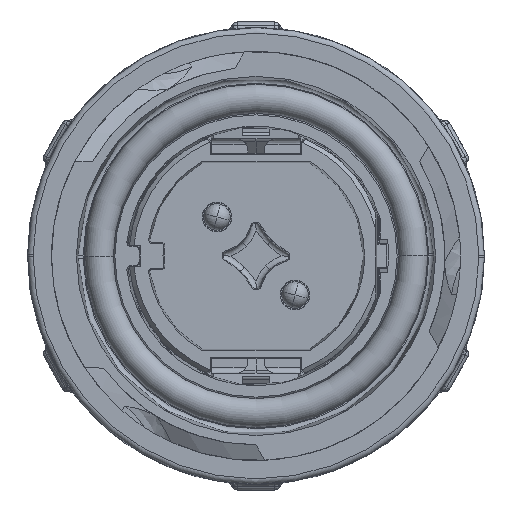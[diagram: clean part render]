
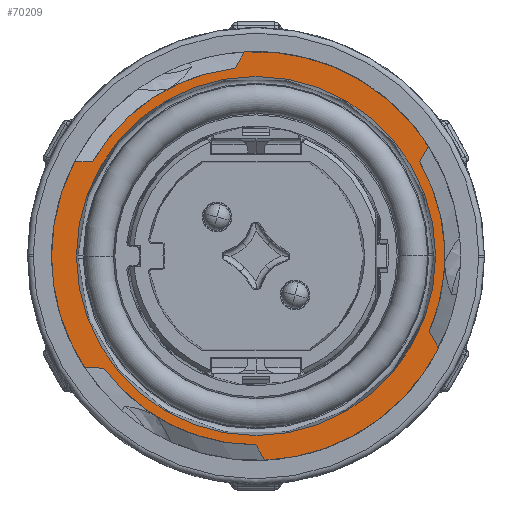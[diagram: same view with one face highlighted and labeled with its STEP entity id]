
A CAD part, left-side view. The second image highlights one B-rep face of the part: STEP entity #70209.
In plain terms, the highlighted planar face has unit normal (-1, 0, 0).
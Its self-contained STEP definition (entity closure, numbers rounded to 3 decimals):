
#239 = VECTOR ( 'NONE', #20640, 1000. ) ;
#668 = LINE ( 'NONE', #68190, #55183 ) ;
#1149 = CARTESIAN_POINT ( 'NONE',  ( -10., 14.505, -10.043 ) ) ;
#2222 = VERTEX_POINT ( 'NONE', #63459 ) ;
#3269 = FACE_BOUND ( 'NONE', #43409, .T. ) ;
#3313 = CARTESIAN_POINT ( 'NONE',  ( -10., 0., 0. ) ) ;
#3459 = CARTESIAN_POINT ( 'NONE',  ( -10., 15.367, -10.028 ) ) ;
#4018 = PLANE ( 'NONE',  #24260 ) ;
#4275 = CARTESIAN_POINT ( 'NONE',  ( -10., -15.078, 9.166 ) ) ;
#4416 = EDGE_LOOP ( 'NONE', ( #66001, #71639, #52694, #54061, #54149, #7118, #70107, #38466, #36723, #43504, #49290, #14859, #52046 ) ) ;
#4514 = VERTEX_POINT ( 'NONE', #46009 ) ;
#4790 = EDGE_CURVE ( 'NONE', #47110, #24454, #18330, .T. ) ;
#5379 = DIRECTION ( 'NONE',  ( 0., -1., 0. ) ) ;
#7034 = AXIS2_PLACEMENT_3D ( 'NONE', #28144, #27779, #5379 ) ;
#7118 = ORIENTED_EDGE ( 'NONE', *, *, #63409, .F. ) ;
#7345 = EDGE_CURVE ( 'NONE', #25614, #36874, #26645, .T. ) ;
#8292 = EDGE_CURVE ( 'NONE', #36280, #4514, #29064, .T. ) ;
#8660 = CARTESIAN_POINT ( 'NONE',  ( -10., 0., 0. ) ) ;
#8673 = CARTESIAN_POINT ( 'NONE',  ( -10., -15.532, -6.786 ) ) ;
#8746 = VERTEX_POINT ( 'NONE', #68382 ) ;
#9653 = DIRECTION ( 'NONE',  ( 1., 0., 0. ) ) ;
#9888 = AXIS2_PLACEMENT_3D ( 'NONE', #43951, #9653, #14509 ) ;
#10023 = EDGE_CURVE ( 'NONE', #42964, #47110, #14715, .T. ) ;
#11872 = ORIENTED_EDGE ( 'NONE', *, *, #38198, .F. ) ;
#12610 = VECTOR ( 'NONE', #69044, 1000. ) ;
#13068 = CARTESIAN_POINT ( 'NONE',  ( -10., 0., 0. ) ) ;
#14159 = DIRECTION ( 'NONE',  ( 0., 1., 0. ) ) ;
#14509 = DIRECTION ( 'NONE',  ( 0., 1., 0. ) ) ;
#14715 = CIRCLE ( 'NONE', #56386, 16.95 ) ;
#14738 = DIRECTION ( 'NONE',  ( 1., 0., 0. ) ) ;
#14841 = DIRECTION ( 'NONE',  ( 1., 0., 0. ) ) ;
#14859 = ORIENTED_EDGE ( 'NONE', *, *, #10023, .F. ) ;
#15410 = DIRECTION ( 'NONE',  ( 0., -0.5, -0.866 ) ) ;
#15564 = VECTOR ( 'NONE', #15410, 1000. ) ;
#17983 = LINE ( 'NONE', #41123, #27466 ) ;
#18192 = CARTESIAN_POINT ( 'NONE',  ( -10., 18.35, 0. ) ) ;
#18330 = LINE ( 'NONE', #1149, #12610 ) ;
#18940 = CARTESIAN_POINT ( 'NONE',  ( -10., -14.679, 8.475 ) ) ;
#19688 = VERTEX_POINT ( 'NONE', #30189 ) ;
#20419 = DIRECTION ( 'NONE',  ( 1., 0., 0. ) ) ;
#20640 = DIRECTION ( 'NONE',  ( 0., 1., 0. ) ) ;
#20835 = DIRECTION ( 'NONE',  ( 0., 1., 0. ) ) ;
#21519 = CARTESIAN_POINT ( 'NONE',  ( -10., 0.696, 0.013 ) ) ;
#21876 = CARTESIAN_POINT ( 'NONE',  ( -10., 1.889, 16.844 ) ) ;
#23002 = AXIS2_PLACEMENT_3D ( 'NONE', #3313, #49184, #20835 ) ;
#24260 = AXIS2_PLACEMENT_3D ( 'NONE', #21519, #20419, #37576 ) ;
#24454 = VERTEX_POINT ( 'NONE', #3459 ) ;
#24471 = CARTESIAN_POINT ( 'NONE',  ( -10., -16.113, 0. ) ) ;
#25614 = VERTEX_POINT ( 'NONE', #8673 ) ;
#25817 = VERTEX_POINT ( 'NONE', #21876 ) ;
#26645 = LINE ( 'NONE', #44134, #15564 ) ;
#27466 = VECTOR ( 'NONE', #35138, 1000. ) ;
#27505 = CARTESIAN_POINT ( 'NONE',  ( -10., 0., 0. ) ) ;
#27777 = LINE ( 'NONE', #4275, #64124 ) ;
#27779 = DIRECTION ( 'NONE',  ( -1., 0., 0. ) ) ;
#27996 = CARTESIAN_POINT ( 'NONE',  ( -10., 0., 0. ) ) ;
#28144 = CARTESIAN_POINT ( 'NONE',  ( -10., 0., 0. ) ) ;
#28764 = VERTEX_POINT ( 'NONE', #42690 ) ;
#29064 = CIRCLE ( 'NONE', #70754, 16.113 ) ;
#29125 = AXIS2_PLACEMENT_3D ( 'NONE', #67729, #50924, #46079 ) ;
#30189 = CARTESIAN_POINT ( 'NONE',  ( -10., 16.276, 8.475 ) ) ;
#31127 = AXIS2_PLACEMENT_3D ( 'NONE', #31175, #14738, #42380 ) ;
#31175 = CARTESIAN_POINT ( 'NONE',  ( -10., 0., 0. ) ) ;
#32141 = EDGE_CURVE ( 'NONE', #8746, #19688, #66502, .T. ) ;
#35120 = CARTESIAN_POINT ( 'NONE',  ( -10., -15.477, 9.858 ) ) ;
#35138 = DIRECTION ( 'NONE',  ( 0., -0.5, 0.866 ) ) ;
#35921 = AXIS2_PLACEMENT_3D ( 'NONE', #27505, #14841, #50244 ) ;
#36280 = VERTEX_POINT ( 'NONE', #24471 ) ;
#36723 = ORIENTED_EDGE ( 'NONE', *, *, #47253, .F. ) ;
#36874 = VERTEX_POINT ( 'NONE', #59331 ) ;
#37576 = DIRECTION ( 'NONE',  ( 0., 1., 0. ) ) ;
#38198 = EDGE_CURVE ( 'NONE', #4514, #36280, #68955, .T. ) ;
#38466 = ORIENTED_EDGE ( 'NONE', *, *, #32141, .T. ) ;
#40941 = EDGE_CURVE ( 'NONE', #46523, #52222, #27777, .T. ) ;
#41005 = CIRCLE ( 'NONE', #67185, 18.35 ) ;
#41123 = CARTESIAN_POINT ( 'NONE',  ( -10., 1.463, 17.583 ) ) ;
#42380 = DIRECTION ( 'NONE',  ( 0., 1., 0. ) ) ;
#42602 = DIRECTION ( 'NONE',  ( 1., 0., 0. ) ) ;
#42690 = CARTESIAN_POINT ( 'NONE',  ( -10., -0.798, -18.333 ) ) ;
#42964 = VERTEX_POINT ( 'NONE', #53489 ) ;
#43409 = EDGE_LOOP ( 'NONE', ( #60877, #11872 ) ) ;
#43504 = ORIENTED_EDGE ( 'NONE', *, *, #54435, .F. ) ;
#43951 = CARTESIAN_POINT ( 'NONE',  ( -10., 0., 0. ) ) ;
#44134 = CARTESIAN_POINT ( 'NONE',  ( -10., -15.959, -7.524 ) ) ;
#44753 = DIRECTION ( 'NONE',  ( -1., 0., 0. ) ) ;
#45891 = EDGE_CURVE ( 'NONE', #8746, #25817, #65674, .T. ) ;
#46009 = CARTESIAN_POINT ( 'NONE',  ( -10., 16.113, 0. ) ) ;
#46079 = DIRECTION ( 'NONE',  ( 0., 1., 0. ) ) ;
#46523 = VERTEX_POINT ( 'NONE', #35120 ) ;
#47007 = CIRCLE ( 'NONE', #29125, 16.95 ) ;
#47110 = VERTEX_POINT ( 'NONE', #71516 ) ;
#47253 = EDGE_CURVE ( 'NONE', #54064, #19688, #69310, .T. ) ;
#49184 = DIRECTION ( 'NONE',  ( 1., 0., 0. ) ) ;
#49290 = ORIENTED_EDGE ( 'NONE', *, *, #4790, .F. ) ;
#50244 = DIRECTION ( 'NONE',  ( 0., 1., 0. ) ) ;
#50391 = CIRCLE ( 'NONE', #23002, 18.35 ) ;
#50924 = DIRECTION ( 'NONE',  ( 1., 0., 0. ) ) ;
#52014 = EDGE_CURVE ( 'NONE', #2222, #46523, #61127, .T. ) ;
#52046 = ORIENTED_EDGE ( 'NONE', *, *, #53964, .F. ) ;
#52058 = EDGE_CURVE ( 'NONE', #36874, #28764, #50391, .T. ) ;
#52222 = VERTEX_POINT ( 'NONE', #18940 ) ;
#52694 = ORIENTED_EDGE ( 'NONE', *, *, #55143, .F. ) ;
#53489 = CARTESIAN_POINT ( 'NONE',  ( -10., 0., -16.95 ) ) ;
#53964 = EDGE_CURVE ( 'NONE', #28764, #42964, #668, .T. ) ;
#54061 = ORIENTED_EDGE ( 'NONE', *, *, #40941, .F. ) ;
#54064 = VERTEX_POINT ( 'NONE', #18192 ) ;
#54149 = ORIENTED_EDGE ( 'NONE', *, *, #52014, .F. ) ;
#54435 = EDGE_CURVE ( 'NONE', #24454, #54064, #41005, .T. ) ;
#55143 = EDGE_CURVE ( 'NONE', #52222, #25614, #47007, .T. ) ;
#55183 = VECTOR ( 'NONE', #73026, 1000. ) ;
#56386 = AXIS2_PLACEMENT_3D ( 'NONE', #8660, #42602, #65365 ) ;
#59331 = CARTESIAN_POINT ( 'NONE',  ( -10., -16.385, -8.262 ) ) ;
#60877 = ORIENTED_EDGE ( 'NONE', *, *, #8292, .F. ) ;
#61127 = CIRCLE ( 'NONE', #9888, 18.35 ) ;
#61713 = DIRECTION ( 'NONE',  ( 0., 0.5, -0.866 ) ) ;
#63409 = EDGE_CURVE ( 'NONE', #25817, #2222, #17983, .T. ) ;
#63459 = CARTESIAN_POINT ( 'NONE',  ( -10., 1.037, 18.321 ) ) ;
#64124 = VECTOR ( 'NONE', #61713, 1000. ) ;
#65267 = DIRECTION ( 'NONE',  ( 1., 0., 0. ) ) ;
#65365 = DIRECTION ( 'NONE',  ( 0., 1., 0. ) ) ;
#65674 = CIRCLE ( 'NONE', #31127, 16.95 ) ;
#66001 = ORIENTED_EDGE ( 'NONE', *, *, #52058, .F. ) ;
#66502 = LINE ( 'NONE', #71348, #239 ) ;
#67185 = AXIS2_PLACEMENT_3D ( 'NONE', #13068, #65267, #14159 ) ;
#67729 = CARTESIAN_POINT ( 'NONE',  ( -10., 0., 0. ) ) ;
#68190 = CARTESIAN_POINT ( 'NONE',  ( -10., -0.399, -17.641 ) ) ;
#68382 = CARTESIAN_POINT ( 'NONE',  ( -10., 14.679, 8.475 ) ) ;
#68643 = DIRECTION ( 'NONE',  ( 0., -1., 0. ) ) ;
#68955 = CIRCLE ( 'NONE', #7034, 16.113 ) ;
#69044 = DIRECTION ( 'NONE',  ( 0., 1., 0.017 ) ) ;
#69310 = CIRCLE ( 'NONE', #35921, 18.35 ) ;
#70107 = ORIENTED_EDGE ( 'NONE', *, *, #45891, .F. ) ;
#70209 = ADVANCED_FACE ( 'NONE', ( #71507, #3269 ), #4018, .F. ) ;
#70754 = AXIS2_PLACEMENT_3D ( 'NONE', #27996, #44753, #68643 ) ;
#71348 = CARTESIAN_POINT ( 'NONE',  ( -10., 15.477, 8.475 ) ) ;
#71507 = FACE_OUTER_BOUND ( 'NONE', #4416, .T. ) ;
#71516 = CARTESIAN_POINT ( 'NONE',  ( -10., 13.643, -10.058 ) ) ;
#71639 = ORIENTED_EDGE ( 'NONE', *, *, #7345, .F. ) ;
#73026 = DIRECTION ( 'NONE',  ( 0., 0.5, 0.866 ) ) ;
